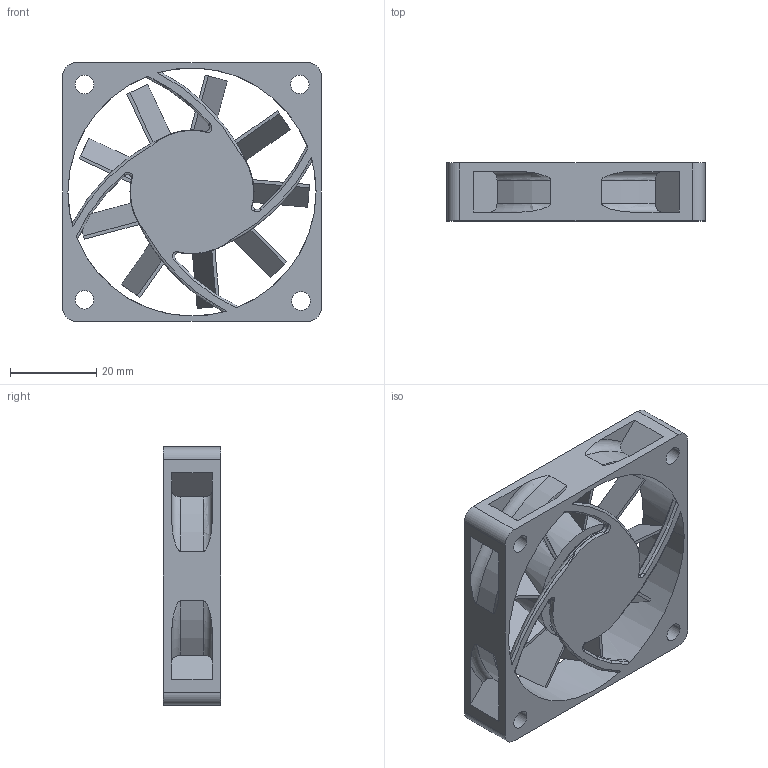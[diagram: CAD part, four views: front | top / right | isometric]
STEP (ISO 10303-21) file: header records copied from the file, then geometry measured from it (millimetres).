
FILE_DESCRIPTION((''),'2;1');
FILE_NAME('PRT0001','2017-01-04T',('DURANT.QIAN'),(''),'PRO/ENGINEER BY PARAMETRIC TECHNOLOGY CORPORATION, 2012480','PRO/ENGINEER BY PARAMETRIC TECHNOLOGY CORPORATION, 2012480','');
FILE_SCHEMA(('CONFIG_CONTROL_DESIGN'));
Length unit declared in the file: millimetre
Products named in the file (1): PRT0001
Bounding box: 60 x 13.4 x 60 mm (x, y, z)
Volume: 17181 mm3; surface area: 16136 mm2
Topology: 2 solids, 2 shells, 200 faces, 549 edges, 362 vertices
Faces by surface type: plane 86, cylinder 62, torus 52
Entity records: 7284 total; most frequent: CARTESIAN_POINT 2104, ORIENTED_EDGE 1100, DIRECTION 1078, EDGE_CURVE 550, AXIS2_PLACEMENT_3D 437, VERTEX_POINT 363, CIRCLE 237, EDGE_LOOP 225
